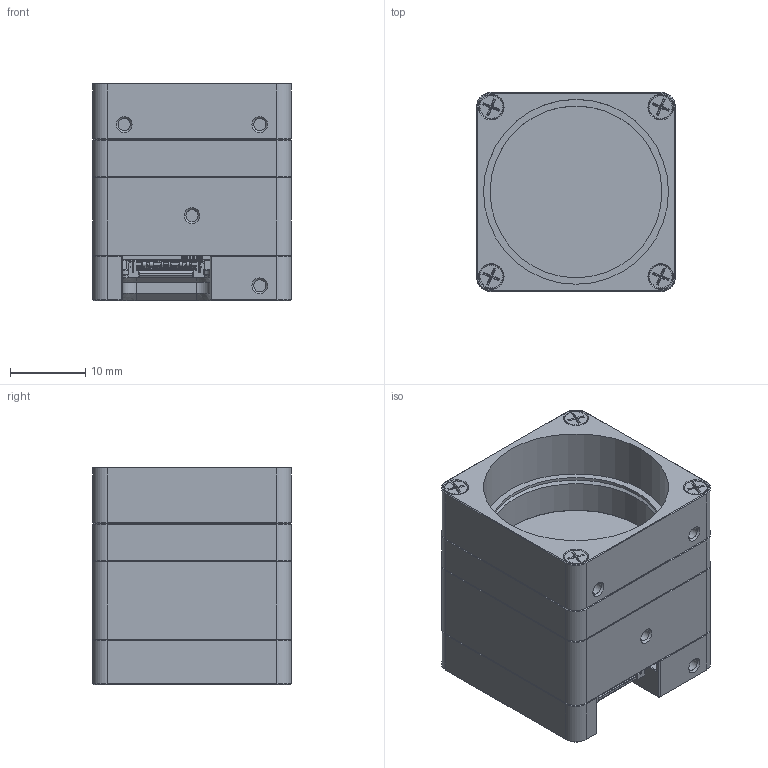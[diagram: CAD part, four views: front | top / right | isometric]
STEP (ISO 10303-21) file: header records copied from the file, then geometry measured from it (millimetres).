
FILE_DESCRIPTION(/* description */ (''),/* implementation_level */ '2;1');
FILE_NAME(/* name */ 'MC023xG-SY-FL.stp',/* time_stamp */ '2019-11-16T17:26:28+01:00',/* author */ (''),/* organization */ (''),/* preprocessor_version */ 'ST-DEVELOPER v16',/* originating_system */ 'SIEMENS PLM Software NX 11.0',/* authorisation */ '');
FILE_SCHEMA (('AUTOMOTIVE_DESIGN { 1 0 10303 214 3 1 1 1 }'));
Products named in the file (17): SROB-M2x14-CUST; MECH-MQ-FRONT; MECH-MQ-CS-C; PCA_MC_MAIN_FL_REV2; SROB-M2x10-CUST; LIGHTPIPE_5151016f; MECH-MC-REAR-FL; O-RING-FKM-22x1; FLT-D25; DIN912-M1.4x3-STNLS; MT023MG(CG)-PR-SENSOR-PCA; MECH-MT023xG-SY-GASKET; MECH-MT-MID-023-REV4; MC-REAR-FL-ASM; MC-FRONT-ASM; MC-FRONT-MID-023-ASM; MC-ASM
Assembly tree (26 placements, depth 4):
  MC-ASM
    MC-FRONT-MID-023-ASM
      MECH-MT-MID-023-REV4
      MECH-MT023xG-SY-GASKET
      MT023MG(CG)-PR-SENSOR-PCA
      DIN912-M1.4x3-STNLS  x2
      FLT-D25
      MC-FRONT-ASM
        MECH-MQ-CS-C
        MECH-MQ-FRONT
        SROB-M2x14-CUST  x4
      O-RING-FKM-22x1
    MC-REAR-FL-ASM
      MECH-MC-REAR-FL
      LIGHTPIPE_5151016f  x4
      SROB-M2x10-CUST  x4
      PCA_MC_MAIN_FL_REV2
Bounding box: 26.4 x 26.4 x 28.9 mm (x, y, z)
Volume: 9708.3 mm3; surface area: 16556.2 mm2
Topology: 30 solids, 30 shells, 5680 faces, 15673 edges, 10249 vertices
Faces by surface type: plane 3973, cylinder 1443, cone 253, torus 9, extrusion 1, bspline 1
Full cylindrical faces by diameter (mm): 1 x4, 1.1 x2, 1.4 x4, 1.6 x17, 1.8 x6, 1.85 x2, 1.9 x8, 2 x12, 2.1 x4, 2.6 x2, 3 x8, 3.2 x4, 3.35 x4, 4 x1, 21 x1, 21.6 x1, 22.8 x2, 24.4 x1, 24.541 x1, 25 x1, 25.1 x1
Entity records: 172767 total; most frequent: CARTESIAN_POINT 30665, ORIENTED_EDGE 29778, DIRECTION 28805, EDGE_CURVE 14889, VECTOR 11767, LINE 11766, VERTEX_POINT 9830, AXIS2_PLACEMENT_3D 8519
